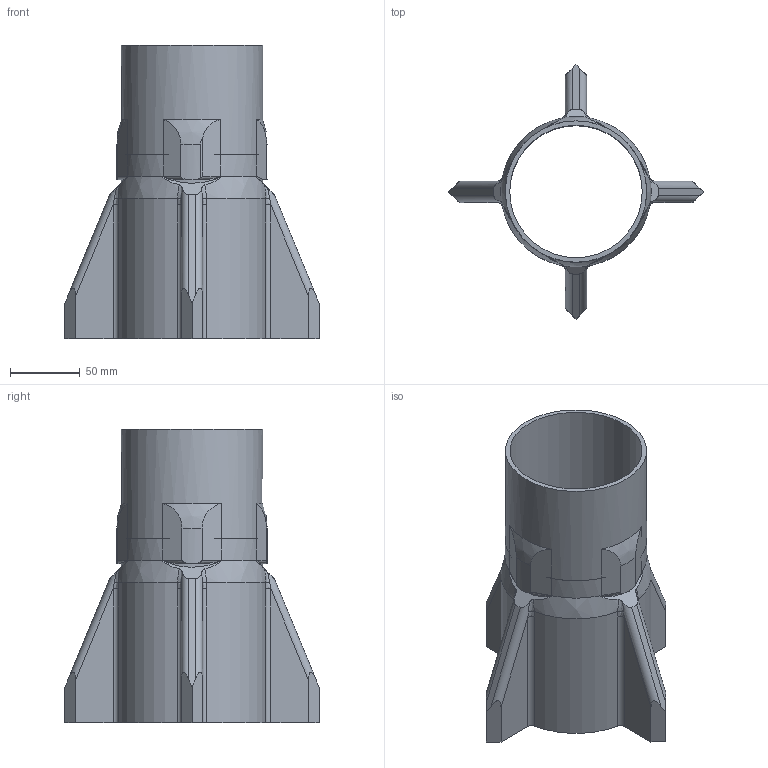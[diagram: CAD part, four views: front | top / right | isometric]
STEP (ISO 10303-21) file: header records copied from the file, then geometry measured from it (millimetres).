
FILE_DESCRIPTION(/* description */ (''),/* implementation_level */ '2;1');
FILE_NAME(/* name */ 'rokcet2 v2.step',/* time_stamp */ '2023-05-20T11:46:33-04:00',/* author */ (''),/* organization */ (''),/* preprocessor_version */ 'ST-DEVELOPER v19.2',/* originating_system */ 'Autodesk Translation Framework v12.4.0.73',/* authorisation */ '');
FILE_SCHEMA (('AUTOMOTIVE_DESIGN { 1 0 10303 214 3 1 1 }'));
Length unit declared in the file: inch
Products named in the file (1): rokcet2
Bounding box: 182.88 x 182.88 x 210.82 mm (x, y, z)
Volume: 487927.9 mm3; surface area: 164799.5 mm2
Topology: 2 solids, 2 shells, 122 faces, 329 edges, 211 vertices
Faces by surface type: plane 50, cylinder 45, bspline 24, torus 3
Full cylindrical faces by diameter (mm): 95.25 x2, 101.6 x2
Entity records: 4636 total; most frequent: CARTESIAN_POINT 1712, ORIENTED_EDGE 658, DIRECTION 534, EDGE_CURVE 329, VERTEX_POINT 211, AXIS2_PLACEMENT_3D 201, LINE 132, VECTOR 132
